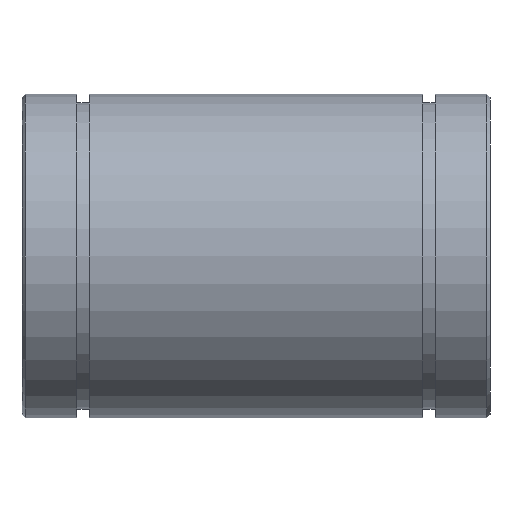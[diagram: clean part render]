
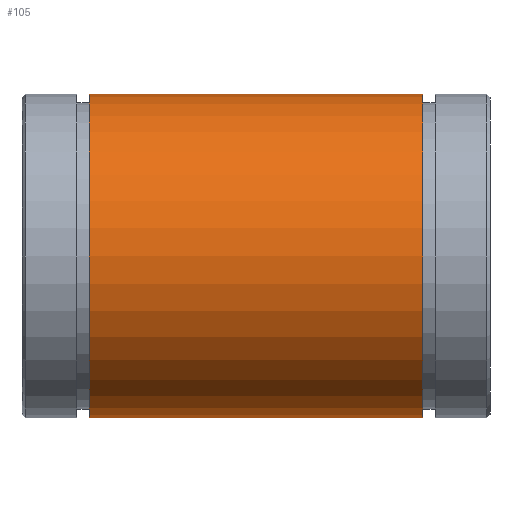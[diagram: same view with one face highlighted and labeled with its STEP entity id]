
A CAD part, front view. The second image highlights one B-rep face of the part: STEP entity #105.
In plain terms, the highlighted cylindrical face has radius 23.5 mm (diameter 47 mm), a full revolution.
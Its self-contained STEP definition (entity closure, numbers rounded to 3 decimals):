
#105 = ADVANCED_FACE( '', ( #216, #217 ), #218, .T. );
#216 = FACE_OUTER_BOUND( '', #318, .T. );
#217 = FACE_OUTER_BOUND( '', #319, .T. );
#218 = CYLINDRICAL_SURFACE( '', #320, 23.5 );
#318 = EDGE_LOOP( '', ( #444 ) );
#319 = EDGE_LOOP( '', ( #445 ) );
#320 = AXIS2_PLACEMENT_3D( '', #446, #447, #448 );
#444 = ORIENTED_EDGE( '', *, *, #496, .F. );
#445 = ORIENTED_EDGE( '', *, *, #504, .T. );
#446 = CARTESIAN_POINT( '', ( 68., 0., 0. ) );
#447 = DIRECTION( '', ( -1., 0., 0. ) );
#448 = DIRECTION( '', ( 0., 0., -1. ) );
#496 = EDGE_CURVE( '', #557, #557, #558, .F. );
#504 = EDGE_CURVE( '', #568, #568, #569, .F. );
#557 = VERTEX_POINT( '', #623 );
#558 = CIRCLE( '', #624, 23.5 );
#568 = VERTEX_POINT( '', #634 );
#569 = CIRCLE( '', #635, 23.5 );
#623 = CARTESIAN_POINT( '', ( 9.8, 0., -23.5 ) );
#624 = AXIS2_PLACEMENT_3D( '', #695, #696, #697 );
#634 = CARTESIAN_POINT( '', ( 58.2, 0., -23.5 ) );
#635 = AXIS2_PLACEMENT_3D( '', #704, #705, #706 );
#695 = CARTESIAN_POINT( '', ( 9.8, 0., 0. ) );
#696 = DIRECTION( '', ( 1., 0., 0. ) );
#697 = DIRECTION( '', ( 0., 0., -1. ) );
#704 = CARTESIAN_POINT( '', ( 58.2, 0., 0. ) );
#705 = DIRECTION( '', ( 1., 0., 0. ) );
#706 = DIRECTION( '', ( 0., 0., -1. ) );
